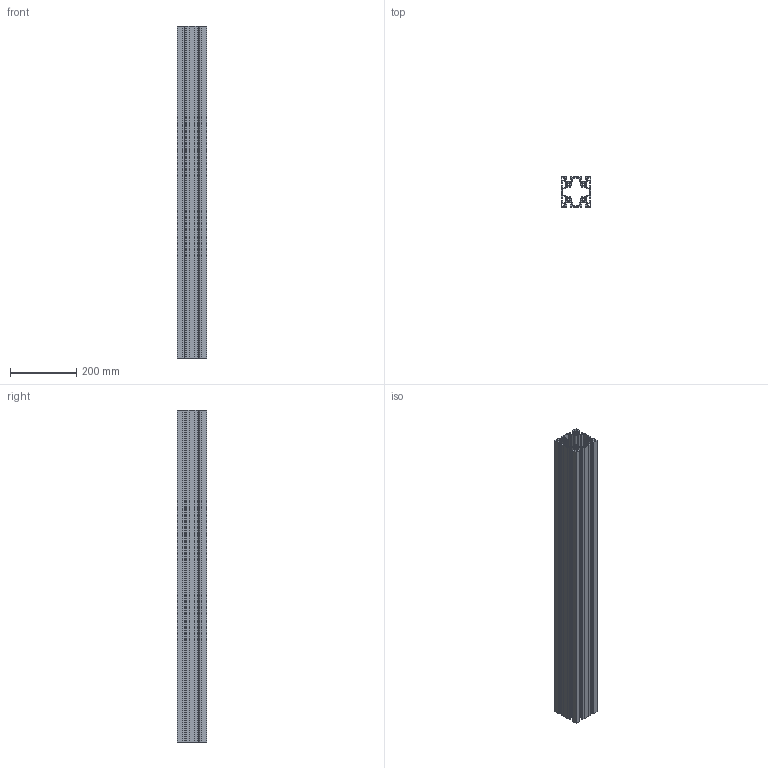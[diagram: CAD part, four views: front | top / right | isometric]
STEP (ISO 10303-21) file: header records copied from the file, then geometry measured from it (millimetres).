
FILE_DESCRIPTION((''),'2;1');
FILE_NAME('10017_PROFIL_90X90_L','2022-09-16T13:29:02',('PredragRovcanin'),('Audax d.o.o.'),'CREO PARAMETRIC BY PTC INC, 2020281','CREO PARAMETRIC BY PTC INC, 2020281','');
FILE_SCHEMA(('AUTOMOTIVE_DESIGN { 1 0 10303 214 1 1 1 1 }'));
Length unit declared in the file: millimetre
Products named in the file (1): 10017_PROFIL_90X90_L
Bounding box: 90 x 90 x 1000 mm (x, y, z)
Volume: 2095053.6 mm3; surface area: 1337683.6 mm2
Topology: 1 solids, 1 shells, 286 faces, 855 edges, 574 vertices
Faces by surface type: plane 226, cylinder 60
Entity records: 12646 total; most frequent: CARTESIAN_POINT 1712, ORIENTED_EDGE 1704, DIRECTION 1549, PRESENTATION_STYLE_ASSIGNMENT 857, STYLED_ITEM 857, CURVE_STYLE 856, EDGE_CURVE 852, VECTOR 735
